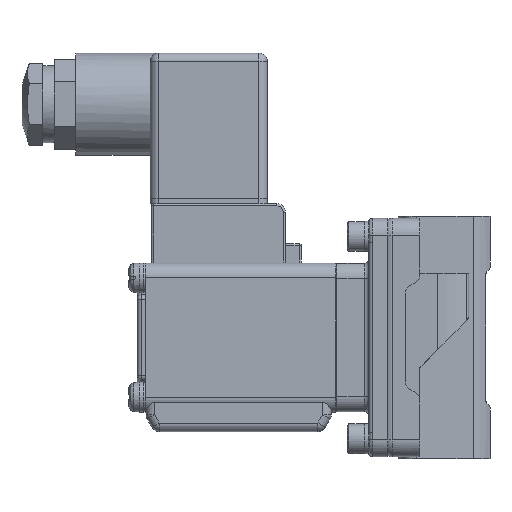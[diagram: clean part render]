
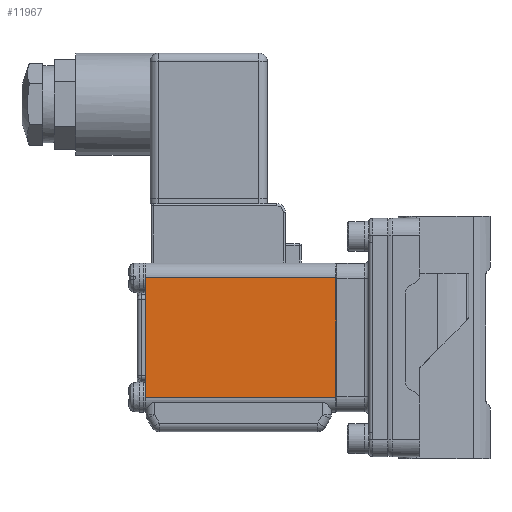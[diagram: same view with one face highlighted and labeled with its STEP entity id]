
A CAD part, left-side view. The second image highlights one B-rep face of the part: STEP entity #11967.
In plain terms, the highlighted planar face has unit normal (-1, 0, 0).
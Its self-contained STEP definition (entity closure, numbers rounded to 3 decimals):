
#40 = ORIENTED_EDGE ( 'NONE', *, *, #16342, .T. ) ;
#486 = ORIENTED_EDGE ( 'NONE', *, *, #15631, .T. ) ;
#975 = DIRECTION ( 'NONE',  ( 0., 0., 1. ) ) ;
#1748 = VERTEX_POINT ( 'NONE', #12229 ) ;
#1920 = VERTEX_POINT ( 'NONE', #7072 ) ;
#2028 = VECTOR ( 'NONE', #975, 1000. ) ;
#2046 = CARTESIAN_POINT ( 'NONE',  ( -17.5, 44.7, 14. ) ) ;
#2145 = CARTESIAN_POINT ( 'NONE',  ( -17.5, 0., -17.5 ) ) ;
#2760 = VERTEX_POINT ( 'NONE', #13026 ) ;
#2990 = CARTESIAN_POINT ( 'NONE',  ( -17.5, 44.7, -17.5 ) ) ;
#3178 = VECTOR ( 'NONE', #5608, 1000. ) ;
#3195 = FACE_OUTER_BOUND ( 'NONE', #6938, .T. ) ;
#4303 = PLANE ( 'NONE',  #19291 ) ;
#4469 = CARTESIAN_POINT ( 'NONE',  ( -17.5, 44.7, -17.5 ) ) ;
#4657 = DIRECTION ( 'NONE',  ( 1., 0., 0. ) ) ;
#4710 = DIRECTION ( 'NONE',  ( 0., 0., -1. ) ) ;
#5608 = DIRECTION ( 'NONE',  ( 0., 1., 0. ) ) ;
#6324 = DIRECTION ( 'NONE',  ( 0., -1., 0. ) ) ;
#6674 = ORIENTED_EDGE ( 'NONE', *, *, #7730, .F. ) ;
#6938 = EDGE_LOOP ( 'NONE', ( #6674, #40, #486, #7006 ) ) ;
#7006 = ORIENTED_EDGE ( 'NONE', *, *, #20959, .T. ) ;
#7072 = CARTESIAN_POINT ( 'NONE',  ( -17.5, 0., -14. ) ) ;
#7730 = EDGE_CURVE ( 'NONE', #2760, #18826, #10326, .T. ) ;
#7822 = LINE ( 'NONE', #16881, #11994 ) ;
#7875 = LINE ( 'NONE', #2046, #3178 ) ;
#9394 = CARTESIAN_POINT ( 'NONE',  ( -17.5, 44.7, 14. ) ) ;
#10326 = LINE ( 'NONE', #2990, #2028 ) ;
#11967 = ADVANCED_FACE ( 'NONE', ( #3195 ), #4303, .F. ) ;
#11994 = VECTOR ( 'NONE', #6324, 1000. ) ;
#12229 = CARTESIAN_POINT ( 'NONE',  ( -17.5, 0., 14. ) ) ;
#13026 = CARTESIAN_POINT ( 'NONE',  ( -17.5, 44.7, -14. ) ) ;
#14580 = DIRECTION ( 'NONE',  ( 0., 0., 1. ) ) ;
#15631 = EDGE_CURVE ( 'NONE', #1920, #1748, #17905, .T. ) ;
#16342 = EDGE_CURVE ( 'NONE', #2760, #1920, #7822, .T. ) ;
#16881 = CARTESIAN_POINT ( 'NONE',  ( -17.5, 44.7, -14. ) ) ;
#17905 = LINE ( 'NONE', #2145, #22613 ) ;
#18826 = VERTEX_POINT ( 'NONE', #9394 ) ;
#19291 = AXIS2_PLACEMENT_3D ( 'NONE', #4469, #4657, #4710 ) ;
#20959 = EDGE_CURVE ( 'NONE', #1748, #18826, #7875, .T. ) ;
#22613 = VECTOR ( 'NONE', #14580, 1000. ) ;
